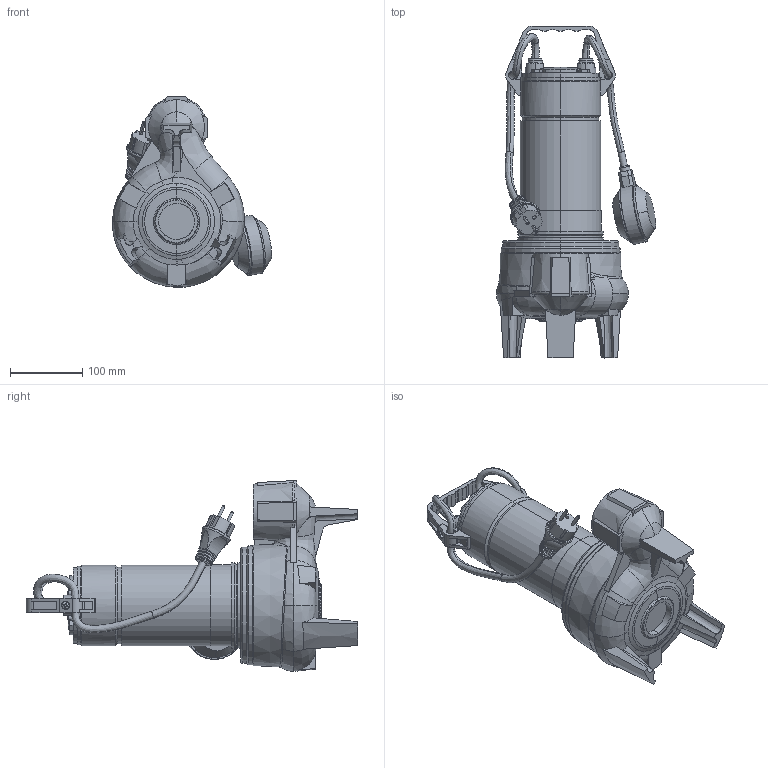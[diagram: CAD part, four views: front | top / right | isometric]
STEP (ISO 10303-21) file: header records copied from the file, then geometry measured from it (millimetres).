
FILE_DESCRIPTION (( 'STEP AP214' ), '1' );
FILE_NAME ('4_93_501_02_REV00.step', '2022-09-12T10:11:08', ( '' ), ( '' ), 'SwSTEP 2.0', 'SolidWorks 2020', '' );
FILE_SCHEMA (( 'AUTOMOTIVE_DESIGN' ));
Length unit declared in the file: millimetre
Products named in the file (2): 4_93_501_02_REV00; Copia di 4_93_501_02_REV00^4_93_501_02_REV00
Assembly tree (1 placements, depth 2):
  4_93_501_02_REV00
    Copia di 4_93_501_02_REV00^4_93_501_02_REV00
Bounding box: 220.76 x 460.2 x 264.5 mm (x, y, z)
Volume: 5530488.7 mm3; surface area: 469344.6 mm2
Topology: 29 solids, 29 shells, 1172 faces, 3031 edges, 1948 vertices
Faces by surface type: plane 586, cylinder 288, cone 136, bspline 111, torus 33, sphere 18
Entity records: 66229 total; most frequent: CARTESIAN_POINT 38250, ORIENTED_EDGE 6034, DIRECTION 5341, EDGE_CURVE 3017, AXIS2_PLACEMENT_3D 1971, VERTEX_POINT 1946, VECTOR 1399, LINE 1399
